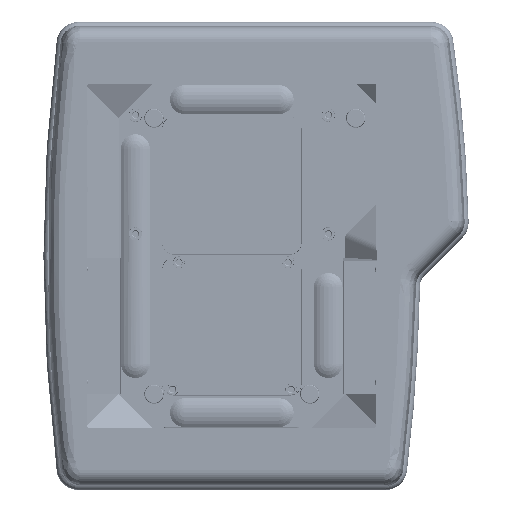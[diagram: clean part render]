
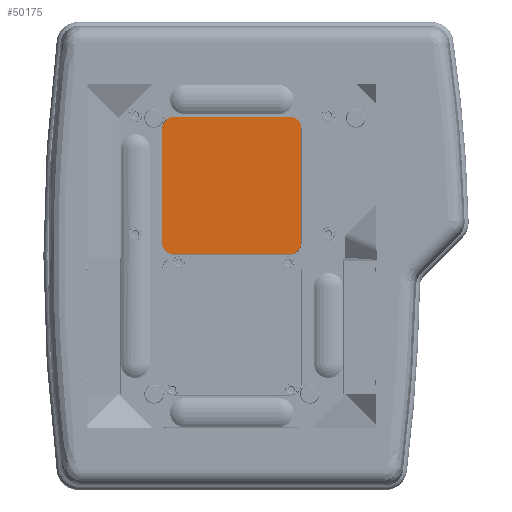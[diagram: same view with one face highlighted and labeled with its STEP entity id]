
A CAD part, top view. The second image highlights one B-rep face of the part: STEP entity #50175.
In plain terms, the highlighted planar face has unit normal (0, 0, 1).
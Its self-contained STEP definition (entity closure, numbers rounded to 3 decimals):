
#3854 = CARTESIAN_POINT ( 'NONE',  ( 39., 1.157, -43. ) ) ;
#8010 = AXIS2_PLACEMENT_3D ( 'NONE', #199364, #25452, #177806 ) ;
#8532 = CARTESIAN_POINT ( 'NONE',  ( -39., 1.157, -43. ) ) ;
#8742 = EDGE_CURVE ( 'NONE', #211063, #41011, #237828, .T. ) ;
#8856 = DIRECTION ( 'NONE',  ( 0., 1., 0. ) ) ;
#10698 = CARTESIAN_POINT ( 'NONE',  ( -46.843, 9., -43. ) ) ;
#13198 = VECTOR ( 'NONE', #200938, 1000. ) ;
#16966 = CARTESIAN_POINT ( 'NONE',  ( 0., 93.843, -43. ) ) ;
#17487 = ORIENTED_EDGE ( 'NONE', *, *, #187990, .F. ) ;
#17769 = EDGE_LOOP ( 'NONE', ( #230106, #48057, #220820, #17487, #203533, #203932, #169766, #236159 ) ) ;
#22618 = FACE_OUTER_BOUND ( 'NONE', #17769, .T. ) ;
#25452 = DIRECTION ( 'NONE',  ( 0., 0., -1. ) ) ;
#27537 = DIRECTION ( 'NONE',  ( 0., 0., -1. ) ) ;
#38726 = DIRECTION ( 'NONE',  ( 0., 0., -1. ) ) ;
#39963 = DIRECTION ( 'NONE',  ( -1., 0., 0. ) ) ;
#41011 = VERTEX_POINT ( 'NONE', #114190 ) ;
#47782 = DIRECTION ( 'NONE',  ( -1., 0., 0. ) ) ;
#48057 = ORIENTED_EDGE ( 'NONE', *, *, #66585, .F. ) ;
#50175 = ADVANCED_FACE ( 'NONE', ( #22618 ), #140552, .T. ) ;
#52186 = EDGE_CURVE ( 'NONE', #65284, #192325, #107837, .T. ) ;
#58063 = CIRCLE ( 'NONE', #147214, 7.843 ) ;
#61904 = DIRECTION ( 'NONE',  ( 1., 0., 0. ) ) ;
#62104 = VERTEX_POINT ( 'NONE', #3854 ) ;
#65284 = VERTEX_POINT ( 'NONE', #10698 ) ;
#66585 = EDGE_CURVE ( 'NONE', #227952, #65284, #96598, .T. ) ;
#76409 = CARTESIAN_POINT ( 'NONE',  ( 39., 86., -43. ) ) ;
#81012 = CARTESIAN_POINT ( 'NONE',  ( -46.843, 1.157, -43. ) ) ;
#86863 = VECTOR ( 'NONE', #8856, 1000. ) ;
#96598 = CIRCLE ( 'NONE', #116805, 7.843 ) ;
#96688 = DIRECTION ( 'NONE',  ( -1., 0., 0. ) ) ;
#99178 = VECTOR ( 'NONE', #179432, 1000. ) ;
#100277 = VERTEX_POINT ( 'NONE', #192250 ) ;
#100944 = CARTESIAN_POINT ( 'NONE',  ( 39., 9., -43. ) ) ;
#102020 = CIRCLE ( 'NONE', #187223, 7.843 ) ;
#107522 = VERTEX_POINT ( 'NONE', #238329 ) ;
#107837 = LINE ( 'NONE', #147156, #86863 ) ;
#113012 = EDGE_CURVE ( 'NONE', #100277, #107522, #231648, .T. ) ;
#114190 = CARTESIAN_POINT ( 'NONE',  ( 46.843, 9., -43. ) ) ;
#116805 = AXIS2_PLACEMENT_3D ( 'NONE', #238412, #27537, #47782 ) ;
#119864 = AXIS2_PLACEMENT_3D ( 'NONE', #81012, #158384, #61904 ) ;
#130016 = EDGE_CURVE ( 'NONE', #62104, #227952, #176943, .T. ) ;
#130656 = CARTESIAN_POINT ( 'NONE',  ( -46.843, 86., -43. ) ) ;
#135013 = CARTESIAN_POINT ( 'NONE',  ( 0., 1.157, -43. ) ) ;
#140552 = PLANE ( 'NONE',  #119864 ) ;
#145850 = VECTOR ( 'NONE', #156574, 1000. ) ;
#147156 = CARTESIAN_POINT ( 'NONE',  ( -46.843, 47.5, -43. ) ) ;
#147214 = AXIS2_PLACEMENT_3D ( 'NONE', #76409, #231385, #96688 ) ;
#154186 = CARTESIAN_POINT ( 'NONE',  ( 46.843, 86., -43. ) ) ;
#156574 = DIRECTION ( 'NONE',  ( 1., 0., 0. ) ) ;
#158384 = DIRECTION ( 'NONE',  ( 0., 0., 1. ) ) ;
#169766 = ORIENTED_EDGE ( 'NONE', *, *, #113012, .F. ) ;
#173068 = EDGE_CURVE ( 'NONE', #192325, #100277, #198713, .T. ) ;
#176943 = LINE ( 'NONE', #135013, #99178 ) ;
#177806 = DIRECTION ( 'NONE',  ( -1., 0., 0. ) ) ;
#179432 = DIRECTION ( 'NONE',  ( -1., 0., 0. ) ) ;
#187223 = AXIS2_PLACEMENT_3D ( 'NONE', #100944, #38726, #39963 ) ;
#187990 = EDGE_CURVE ( 'NONE', #41011, #62104, #102020, .T. ) ;
#192250 = CARTESIAN_POINT ( 'NONE',  ( -39., 93.843, -43. ) ) ;
#192325 = VERTEX_POINT ( 'NONE', #130656 ) ;
#193830 = EDGE_CURVE ( 'NONE', #107522, #211063, #58063, .T. ) ;
#198713 = CIRCLE ( 'NONE', #8010, 7.843 ) ;
#199364 = CARTESIAN_POINT ( 'NONE',  ( -39., 86., -43. ) ) ;
#200938 = DIRECTION ( 'NONE',  ( 0., -1., 0. ) ) ;
#203533 = ORIENTED_EDGE ( 'NONE', *, *, #8742, .F. ) ;
#203932 = ORIENTED_EDGE ( 'NONE', *, *, #193830, .F. ) ;
#211063 = VERTEX_POINT ( 'NONE', #154186 ) ;
#220820 = ORIENTED_EDGE ( 'NONE', *, *, #130016, .F. ) ;
#221247 = CARTESIAN_POINT ( 'NONE',  ( 46.843, 47.5, -43. ) ) ;
#227952 = VERTEX_POINT ( 'NONE', #8532 ) ;
#230106 = ORIENTED_EDGE ( 'NONE', *, *, #52186, .F. ) ;
#231385 = DIRECTION ( 'NONE',  ( 0., 0., -1. ) ) ;
#231648 = LINE ( 'NONE', #16966, #145850 ) ;
#236159 = ORIENTED_EDGE ( 'NONE', *, *, #173068, .F. ) ;
#237828 = LINE ( 'NONE', #221247, #13198 ) ;
#238329 = CARTESIAN_POINT ( 'NONE',  ( 39., 93.843, -43. ) ) ;
#238412 = CARTESIAN_POINT ( 'NONE',  ( -39., 9., -43. ) ) ;
